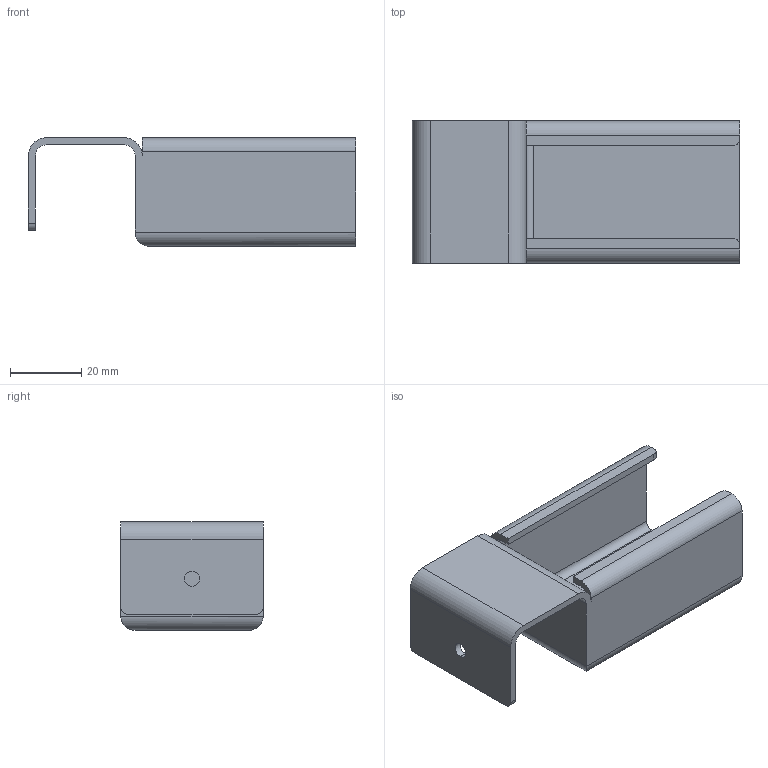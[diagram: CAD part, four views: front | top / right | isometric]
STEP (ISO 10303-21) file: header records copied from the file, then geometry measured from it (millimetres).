
FILE_DESCRIPTION (( 'STEP AP214' ), '1' );
FILE_NAME ('6750025', '2019-02-01T13:00:39', ( '' ), ('JUGARD+KÜNSTNER GmbH'), 'SwSTEP 2.0', 'SolidWorks 2017', '' );
FILE_SCHEMA (( 'AUTOMOTIVE_DESIGN' ));
Length unit declared in the file: millimetre
Products named in the file (1): 6750025_CNAJF00
Bounding box: 92 x 40 x 30.5 mm (x, y, z)
Volume: 18563.2 mm3; surface area: 19368.9 mm2
Topology: 1 solids, 1 shells, 42 faces, 114 edges, 74 vertices
Faces by surface type: plane 22, cylinder 20
Entity records: 1360 total; most frequent: CARTESIAN_POINT 243, ORIENTED_EDGE 228, DIRECTION 228, EDGE_CURVE 114, LINE 78, VECTOR 78, AXIS2_PLACEMENT_3D 75, VERTEX_POINT 74
